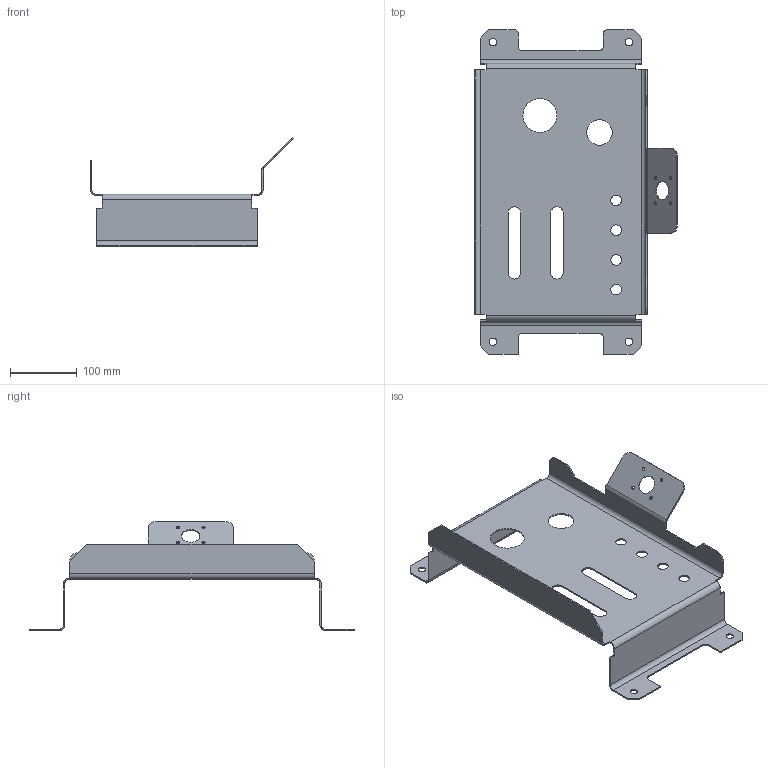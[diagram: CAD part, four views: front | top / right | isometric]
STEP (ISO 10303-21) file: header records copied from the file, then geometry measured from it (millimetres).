
FILE_DESCRIPTION(('CTC-03 geometry with PMI representation and/or presentation','from the NIST MBE PMI Validation and Conformance Testing Project','https://go.usa.gov/mGVm'),'2;1');
FILE_NAME('nist_ctc_03_asme1_ap242-e2.stp','2021-02-15T09:47:47+09:00',(''),(''),'','','');
FILE_SCHEMA (('AP242_MANAGED_MODEL_BASED_3D_ENGINEERING_MIM_LF { 1 0 10303 442 3 1 4 }'));
Length unit declared in the file: millimetre
Products named in the file (1): NIST Test Case 3
Bounding box: 302.96 x 485.44 x 162.69 mm (x, y, z)
Volume: 332122.9 mm3; surface area: 354787.7 mm2
Topology: 1 solids, 1 shells, 120 faces, 440 edges, 415 vertices
Faces by surface type: plane 62, cylinder 58
Entity records: 5849 total; most frequent: ORIENTED_EDGE 708, STYLED_ITEM 691, CARTESIAN_POINT 687, AXIS2_PLACEMENT_3D 358, EDGE_CURVE 354, VECTOR 296, LINE 296, VERTEX_POINT 236
